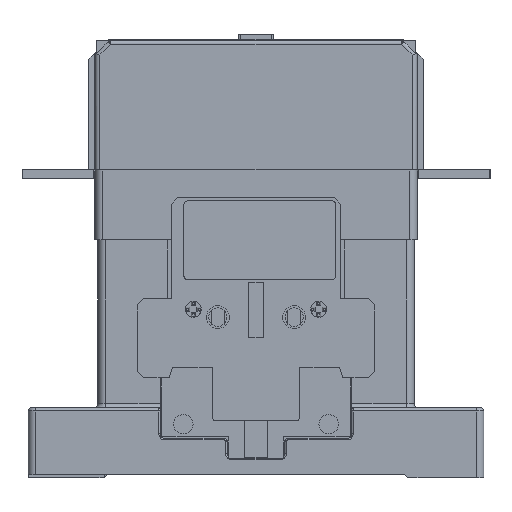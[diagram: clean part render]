
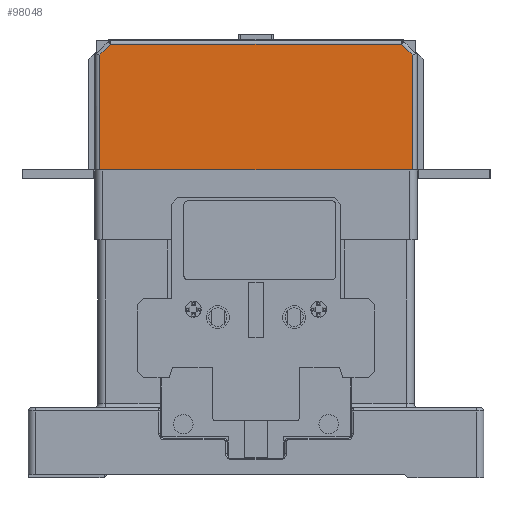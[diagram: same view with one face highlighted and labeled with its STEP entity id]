
A CAD part, left-side view. The second image highlights one B-rep face of the part: STEP entity #98048.
In plain terms, the highlighted planar face has unit normal (-1, 0, 0).
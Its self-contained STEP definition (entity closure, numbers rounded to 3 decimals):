
#89815=DIRECTION('',(0.,-1.,0.));
#89816=VECTOR('',#89815,102.8);
#89817=CARTESIAN_POINT('',(-60.25,106.4,-36.5));
#89818=LINE('',#89817,#89816);
#91364=DIRECTION('',(0.,0.,-1.));
#91365=VECTOR('',#91364,37.837);
#91366=CARTESIAN_POINT('',(-60.25,106.4,1.337));
#91367=LINE('',#91366,#91365);
#91388=CARTESIAN_POINT('',(-60.25,106.4,1.337));
#91429=DIRECTION('',(0.,1.,0.));
#91430=VECTOR('',#91429,95.675);
#91431=CARTESIAN_POINT('',(-60.25,7.163,4.9));
#91432=LINE('',#91431,#91430);
#91452=DIRECTION('',(0.,0.,1.));
#91453=VECTOR('',#91452,37.837);
#91454=CARTESIAN_POINT('',(-60.25,3.6,-36.5));
#91455=LINE('',#91454,#91453);
#91459=CARTESIAN_POINT('',(-60.25,3.6,1.337));
#91496=DIRECTION('',(0.,-0.707,-0.707));
#91497=VECTOR('',#91496,5.038);
#91498=CARTESIAN_POINT('',(-60.25,7.163,4.9));
#91499=LINE('',#91498,#91497);
#91503=DIRECTION('',(0.,-0.707,0.707));
#91504=VECTOR('',#91503,5.038);
#91505=CARTESIAN_POINT('',(-60.25,106.4,1.337));
#91506=LINE('',#91505,#91504);
#95324=CARTESIAN_POINT('',(-60.25,106.4,-36.5));
#95325=VERTEX_POINT('',#95324);
#95326=CARTESIAN_POINT('',(-60.25,3.6,-36.5));
#95327=VERTEX_POINT('',#95326);
#95460=VERTEX_POINT('',#91388);
#95461=CARTESIAN_POINT('',(-60.25,102.837,
4.9));
#95462=VERTEX_POINT('',#95461);
#95465=CARTESIAN_POINT('',(-60.25,7.163,
4.9));
#95466=VERTEX_POINT('',#95465);
#95467=VERTEX_POINT('',#91459);
#98035=CARTESIAN_POINT('',(-60.25,108.,-36.5));
#98036=DIRECTION('',(-1.,0.,0.));
#98037=DIRECTION('',(0.,-1.,0.));
#98038=AXIS2_PLACEMENT_3D('',#98035,#98036,#98037);
#98039=PLANE('',#98038);
#98040=ORIENTED_EDGE('',*,*,#97999,.T.);
#98041=ORIENTED_EDGE('',*,*,#98018,.F.);
#98042=ORIENTED_EDGE('',*,*,#96407,.F.);
#98043=ORIENTED_EDGE('',*,*,#97891,.F.);
#98044=ORIENTED_EDGE('',*,*,#97916,.T.);
#98045=ORIENTED_EDGE('',*,*,#97958,.F.);
#98046=EDGE_LOOP('',(#98040,#98041,#98042,#98043,#98044,#98045));
#98047=FACE_OUTER_BOUND('',#98046,.F.);
#96407=EDGE_CURVE('',#95325,#95327,#89818,.T.);
#97891=EDGE_CURVE('',#95460,#95325,#91367,.T.);
#97916=EDGE_CURVE('',#95460,#95462,#91506,.T.);
#97958=EDGE_CURVE('',#95466,#95462,#91432,.T.);
#97999=EDGE_CURVE('',#95466,#95467,#91499,.T.);
#98018=EDGE_CURVE('',#95327,#95467,#91455,.T.);
#98048=ADVANCED_FACE('',(#98047),#98039,.T.);
